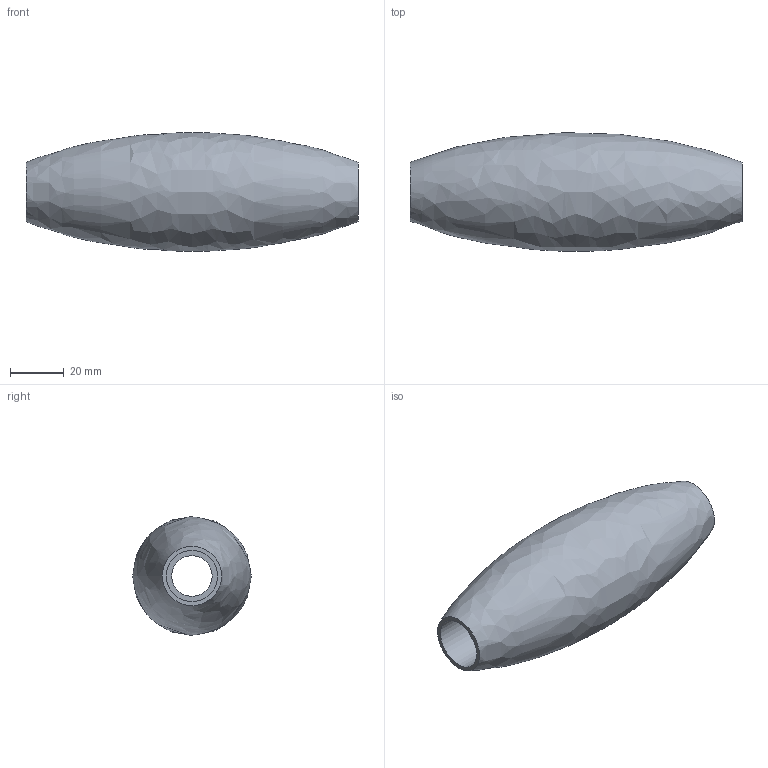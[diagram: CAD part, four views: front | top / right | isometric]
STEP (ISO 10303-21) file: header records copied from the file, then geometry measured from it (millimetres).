
FILE_DESCRIPTION(/* description */ (''),/* implementation_level */ '2;1');
FILE_NAME(/* name */ 'roller 8-19-6 bearing.stp',/* time_stamp */ '2018-05-08T11:06:58+08:00',/* author */ ('P445885'),/* organization */ (''),/* preprocessor_version */ 'ST-DEVELOPER v16.13',/* originating_system */ 'Autodesk Inventor 2018',/* authorisation */ '');
FILE_SCHEMA (('AUTOMOTIVE_DESIGN { 1 0 10303 214 3 1 1 }'));
Length unit declared in the file: millimetre
Products named in the file (1): roller 8-19-6 bearing
Bounding box: 123.03 x 43.96 x 44 mm (x, y, z)
Volume: 111976.7 mm3; surface area: 21102 mm2
Topology: 1 solids, 1 shells, 8 faces, 13 edges, 9 vertices
Faces by surface type: plane 4, cylinder 3, bspline 1
Full cylindrical faces by diameter (mm): 15 x1, 19 x2
Entity records: 235 total; most frequent: CARTESIAN_POINT 52, DIRECTION 34, ORIENTED_EDGE 18, AXIS2_PLACEMENT_3D 17, EDGE_LOOP 15, EDGE_CURVE 9, FACE_OUTER_BOUND 8, CIRCLE 8
